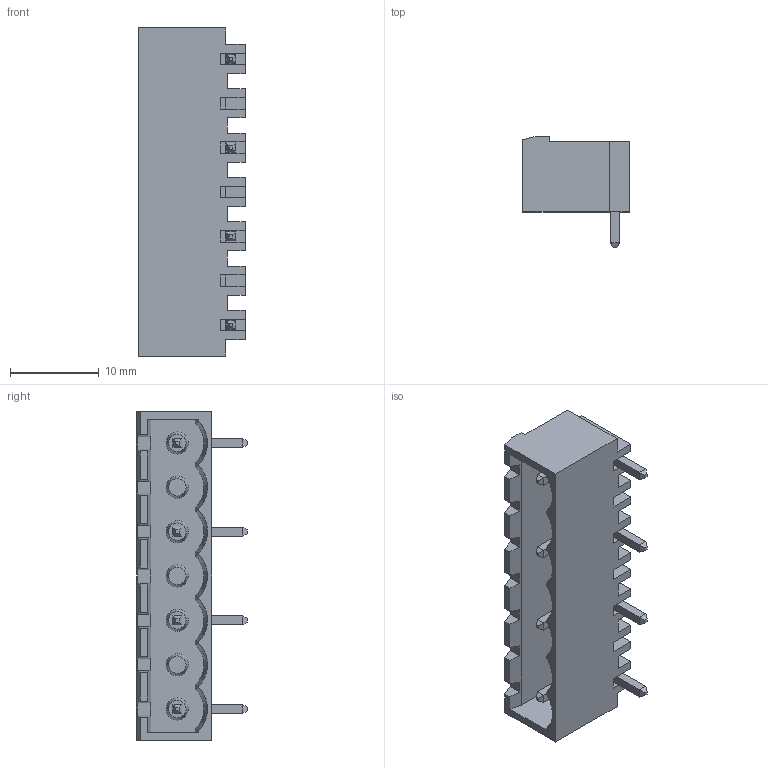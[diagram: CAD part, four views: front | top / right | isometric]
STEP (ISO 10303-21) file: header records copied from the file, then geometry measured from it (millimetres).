
FILE_DESCRIPTION( ( 'STEP AP214' ), '1' );
FILE_NAME( 'PV04-10-H-P.stp', ' ', ( ' ' ), ( ' ' ), 'PSStep 14.0', 'VISI 19.0', ' ' );
FILE_SCHEMA( ( 'AUTOMOTIVE_DESIGN { 1 0 10303 214 1 1 1 1 }' ) );
Length unit declared in the file: millimetre
Products named in the file (1): 1
Bounding box: 12 x 12.5 x 37 mm (x, y, z)
Volume: 1629 mm3; surface area: 2934 mm2
Topology: 1 solids, 1 shells, 239 faces, 627 edges, 405 vertices
Faces by surface type: plane 214, cone 14, cylinder 11
Entity records: 9037 total; most frequent: CARTESIAN_POINT 1293, ORIENTED_EDGE 1226, DIRECTION 1122, EDGE_CURVE 613, LINE 556, VECTOR 556, VERTEX_POINT 398, AXIS2_PLACEMENT_3D 283
